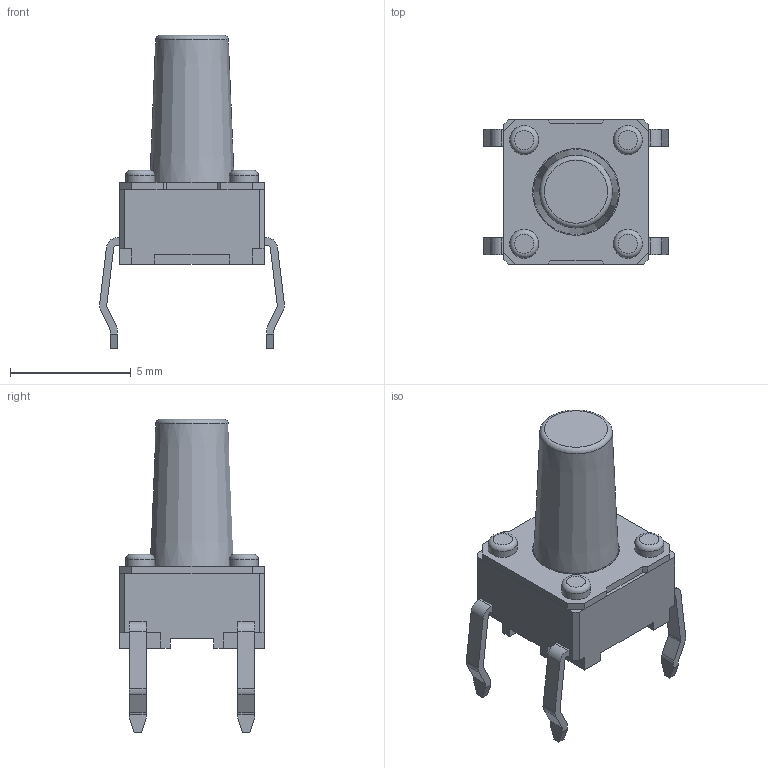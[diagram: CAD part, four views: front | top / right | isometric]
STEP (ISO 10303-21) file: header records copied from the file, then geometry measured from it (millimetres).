
FILE_DESCRIPTION(/* description */ ('model of SW_TH_Tactile_Omron_B3F-107x'),/* implementation_level */ '2;1');
FILE_NAME(/* name */ 'SW_TH_Tactile_Omron_B3F-107x.step',/* time_stamp */ '1970-01-01T00:00:00',/* author */ ('KiCAD','kicad'),/* organization */ ('OCCT'),/* preprocessor_version */ '',/* originating_system */ 'KiCAD',/* authorisation */ '');
FILE_SCHEMA(('AUTOMOTIVE_DESIGN { 1 0 10303 214 1 1 1 1 }'));
Length unit declared in the file: millimetre
Products named in the file (1): SW_TH_Tactile_Omron_B3F-107x
Bounding box: 7.67 x 6 x 13 mm (x, y, z)
Volume: 167.6 mm3; surface area: 267.3 mm2
Topology: 1 solids, 1 shells, 150 faces, 396 edges, 258 vertices
Faces by surface type: plane 114, cylinder 30, torus 5, cone 1
Full cylindrical faces by diameter (mm): 1.2 x4, 3.5 x1, 3.6 x1
Entity records: 3218 total; most frequent: ORIENTED_EDGE 640, CARTESIAN_POINT 433, EDGE_CURVE 396, LINE 307, VERTEX_POINT 258, AXIS2_PLACEMENT_3D 199, FACE_BOUND 160, EDGE_LOOP 160
